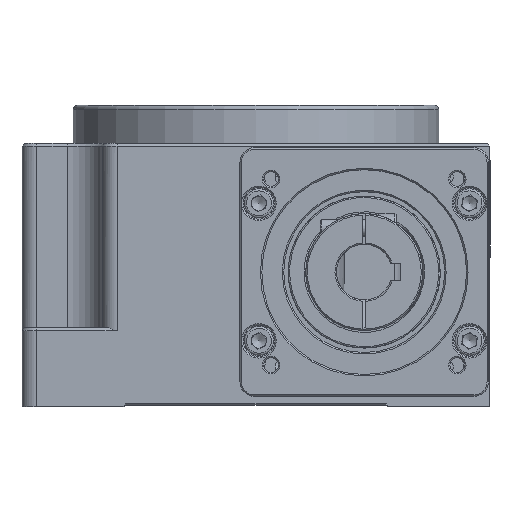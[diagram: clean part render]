
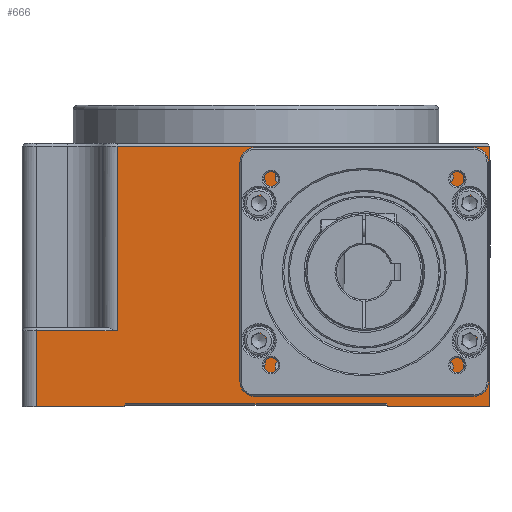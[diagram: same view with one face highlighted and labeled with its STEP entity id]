
A CAD part, front view. The second image highlights one B-rep face of the part: STEP entity #666.
In plain terms, the highlighted planar face has unit normal (0, -1, 0).
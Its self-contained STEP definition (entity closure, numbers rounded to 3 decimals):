
#36 = DIRECTION ( 'NONE',  ( 0., 0., -1. ) ) ;
#469 = EDGE_CURVE ( 'NONE', #24946, #4800, #6098, .T. ) ;
#666 = ADVANCED_FACE ( 'NONE', ( #1050, #19205, #15197, #7134, #25342, #21328 ), #13221, .F. ) ;
#735 = EDGE_LOOP ( 'NONE', ( #16035 ) ) ;
#805 = AXIS2_PLACEMENT_3D ( 'NONE', #18826, #18290, #10187 ) ;
#831 = EDGE_CURVE ( 'NONE', #16032, #16032, #7371, .T. ) ;
#1050 = FACE_BOUND ( 'NONE', #2259, .T. ) ;
#1073 = VERTEX_POINT ( 'NONE', #2032 ) ;
#1946 = DIRECTION ( 'NONE',  ( 0., -1., 0. ) ) ;
#2032 = CARTESIAN_POINT ( 'NONE',  ( 45.5, -82.5, 0. ) ) ;
#2115 = VECTOR ( 'NONE', #21158, 1000. ) ;
#2248 = VECTOR ( 'NONE', #24597, 1000. ) ;
#2259 = EDGE_LOOP ( 'NONE', ( #7907 ) ) ;
#2284 = CARTESIAN_POINT ( 'NONE',  ( -75., -82.5, 0. ) ) ;
#2432 = EDGE_LOOP ( 'NONE', ( #14696 ) ) ;
#2621 = VECTOR ( 'NONE', #16154, 1000. ) ;
#2679 = DIRECTION ( 'NONE',  ( 1., 0., 0. ) ) ;
#2908 = DIRECTION ( 'NONE',  ( 0., -1., 0. ) ) ;
#2986 = VECTOR ( 'NONE', #36, 1000. ) ;
#4110 = EDGE_CURVE ( 'NONE', #4800, #25984, #21894, .T. ) ;
#4217 = ORIENTED_EDGE ( 'NONE', *, *, #21382, .T. ) ;
#4313 = LINE ( 'NONE', #12370, #18244 ) ;
#4522 = CARTESIAN_POINT ( 'NONE',  ( 44.5, -82.5, 1. ) ) ;
#4800 = VERTEX_POINT ( 'NONE', #12307 ) ;
#4993 = LINE ( 'NONE', #13056, #2115 ) ;
#5161 = CARTESIAN_POINT ( 'NONE',  ( -80., -82.5, 90. ) ) ;
#5354 = DIRECTION ( 'NONE',  ( -1., 0., 0. ) ) ;
#5642 = AXIS2_PLACEMENT_3D ( 'NONE', #6804, #14864, #14328 ) ;
#5751 = CARTESIAN_POINT ( 'NONE',  ( -75., -82.5, 26. ) ) ;
#6098 = LINE ( 'NONE', #24292, #2621 ) ;
#6117 = CARTESIAN_POINT ( 'NONE',  ( -45.5, -82.5, 0. ) ) ;
#6568 = DIRECTION ( 'NONE',  ( 0., 0., -1. ) ) ;
#6604 = ORIENTED_EDGE ( 'NONE', *, *, #13691, .F. ) ;
#6781 = CARTESIAN_POINT ( 'NONE',  ( 9., -82.5, 76. ) ) ;
#6804 = CARTESIAN_POINT ( 'NONE',  ( 37., -82.5, 46. ) ) ;
#7134 = FACE_OUTER_BOUND ( 'NONE', #23196, .T. ) ;
#7371 = CIRCLE ( 'NONE', #22546, 2.5 ) ;
#7393 = ORIENTED_EDGE ( 'NONE', *, *, #11712, .T. ) ;
#7907 = ORIENTED_EDGE ( 'NONE', *, *, #15083, .F. ) ;
#7932 = CARTESIAN_POINT ( 'NONE',  ( 9., -82.5, 78.5 ) ) ;
#7942 = CARTESIAN_POINT ( 'NONE',  ( 80., -82.5, 0. ) ) ;
#8383 = LINE ( 'NONE', #16457, #2248 ) ;
#8459 = VERTEX_POINT ( 'NONE', #16535 ) ;
#8492 = VERTEX_POINT ( 'NONE', #16569 ) ;
#8564 = LINE ( 'NONE', #16631, #25059 ) ;
#9002 = VERTEX_POINT ( 'NONE', #15663 ) ;
#9094 = ORIENTED_EDGE ( 'NONE', *, *, #11739, .T. ) ;
#9244 = DIRECTION ( 'NONE',  ( 0., 0., 1. ) ) ;
#9367 = AXIS2_PLACEMENT_3D ( 'NONE', #5161, #23329, #9244 ) ;
#10021 = DIRECTION ( 'NONE',  ( 0., 0., -1. ) ) ;
#10090 = CIRCLE ( 'NONE', #21539, 2.5 ) ;
#10093 = LINE ( 'NONE', #18185, #2986 ) ;
#10187 = DIRECTION ( 'NONE',  ( 0., 0., -1. ) ) ;
#10735 = VERTEX_POINT ( 'NONE', #7942 ) ;
#10962 = DIRECTION ( 'NONE',  ( 0., 0., -1. ) ) ;
#11195 = VERTEX_POINT ( 'NONE', #6117 ) ;
#11712 = EDGE_CURVE ( 'NONE', #9002, #19416, #8383, .T. ) ;
#11739 = EDGE_CURVE ( 'NONE', #14399, #14399, #21721, .T. ) ;
#11778 = VERTEX_POINT ( 'NONE', #18190 ) ;
#12267 = DIRECTION ( 'NONE',  ( -1., 0., 0. ) ) ;
#12307 = CARTESIAN_POINT ( 'NONE',  ( -47.5, -82.5, 26. ) ) ;
#12370 = CARTESIAN_POINT ( 'NONE',  ( -45.5, -82.5, 0. ) ) ;
#12619 = CIRCLE ( 'NONE', #805, 2.5 ) ;
#12656 = VECTOR ( 'NONE', #6568, 1000. ) ;
#12711 = LINE ( 'NONE', #20826, #18446 ) ;
#12872 = CARTESIAN_POINT ( 'NONE',  ( -47.5, -82.5, 89. ) ) ;
#13056 = CARTESIAN_POINT ( 'NONE',  ( 44.5, -82.5, 1. ) ) ;
#13221 = PLANE ( 'NONE',  #9367 ) ;
#13364 = DIRECTION ( 'NONE',  ( 0., 0., -1. ) ) ;
#13691 = EDGE_CURVE ( 'NONE', #8492, #8492, #12619, .T. ) ;
#14328 = DIRECTION ( 'NONE',  ( 0., 0., 1. ) ) ;
#14399 = VERTEX_POINT ( 'NONE', #22515 ) ;
#14696 = ORIENTED_EDGE ( 'NONE', *, *, #22176, .F. ) ;
#14805 = CIRCLE ( 'NONE', #25104, 2.5 ) ;
#14864 = DIRECTION ( 'NONE',  ( 0., 1., 0. ) ) ;
#14907 = ORIENTED_EDGE ( 'NONE', *, *, #23559, .T. ) ;
#15083 = EDGE_CURVE ( 'NONE', #24979, #24979, #10090, .T. ) ;
#15197 = FACE_BOUND ( 'NONE', #735, .T. ) ;
#15393 = LINE ( 'NONE', #23524, #25261 ) ;
#15663 = CARTESIAN_POINT ( 'NONE',  ( -44.5, -82.5, 1. ) ) ;
#16032 = VERTEX_POINT ( 'NONE', #24168 ) ;
#16035 = ORIENTED_EDGE ( 'NONE', *, *, #831, .F. ) ;
#16154 = DIRECTION ( 'NONE',  ( 0., 0., -1. ) ) ;
#16457 = CARTESIAN_POINT ( 'NONE',  ( 45., -82.5, 1. ) ) ;
#16535 = CARTESIAN_POINT ( 'NONE',  ( 65., -82.5, 11. ) ) ;
#16563 = EDGE_LOOP ( 'NONE', ( #9094 ) ) ;
#16569 = CARTESIAN_POINT ( 'NONE',  ( 9., -82.5, 11. ) ) ;
#16612 = LINE ( 'NONE', #24763, #12656 ) ;
#16631 = CARTESIAN_POINT ( 'NONE',  ( -80., -82.5, 0. ) ) ;
#16920 = VERTEX_POINT ( 'NONE', #2284 ) ;
#17579 = ORIENTED_EDGE ( 'NONE', *, *, #20246, .T. ) ;
#18185 = CARTESIAN_POINT ( 'NONE',  ( -75., -82.5, 90. ) ) ;
#18190 = CARTESIAN_POINT ( 'NONE',  ( 80., -82.5, 89. ) ) ;
#18244 = VECTOR ( 'NONE', #20470, 1000. ) ;
#18290 = DIRECTION ( 'NONE',  ( 0., -1., 0. ) ) ;
#18446 = VECTOR ( 'NONE', #2679, 1000. ) ;
#18826 = CARTESIAN_POINT ( 'NONE',  ( 9., -82.5, 13.5 ) ) ;
#18858 = EDGE_CURVE ( 'NONE', #1073, #19416, #4993, .T. ) ;
#19205 = FACE_BOUND ( 'NONE', #16563, .T. ) ;
#19416 = VERTEX_POINT ( 'NONE', #4522 ) ;
#19875 = ORIENTED_EDGE ( 'NONE', *, *, #23218, .F. ) ;
#20098 = DIRECTION ( 'NONE',  ( 0., -1., 0. ) ) ;
#20114 = CARTESIAN_POINT ( 'NONE',  ( 65., -82.5, 78.5 ) ) ;
#20246 = EDGE_CURVE ( 'NONE', #11778, #24946, #15393, .T. ) ;
#20470 = DIRECTION ( 'NONE',  ( -0.707, 0., -0.707 ) ) ;
#20514 = EDGE_CURVE ( 'NONE', #16920, #11195, #12711, .T. ) ;
#20826 = CARTESIAN_POINT ( 'NONE',  ( -80., -82.5, 0. ) ) ;
#21062 = CARTESIAN_POINT ( 'NONE',  ( 65., -82.5, 13.5 ) ) ;
#21158 = DIRECTION ( 'NONE',  ( -0.707, 0., 0.707 ) ) ;
#21328 = FACE_BOUND ( 'NONE', #24251, .T. ) ;
#21382 = EDGE_CURVE ( 'NONE', #1073, #10735, #8564, .T. ) ;
#21539 = AXIS2_PLACEMENT_3D ( 'NONE', #7932, #20098, #13364 ) ;
#21721 = CIRCLE ( 'NONE', #5642, 35.5 ) ;
#21894 = LINE ( 'NONE', #5751, #21952 ) ;
#21952 = VECTOR ( 'NONE', #12267, 1000. ) ;
#22176 = EDGE_CURVE ( 'NONE', #8459, #8459, #14805, .T. ) ;
#22515 = CARTESIAN_POINT ( 'NONE',  ( 37., -82.5, 81.5 ) ) ;
#22546 = AXIS2_PLACEMENT_3D ( 'NONE', #20114, #1946, #10021 ) ;
#22902 = EDGE_CURVE ( 'NONE', #9002, #11195, #4313, .T. ) ;
#23196 = EDGE_LOOP ( 'NONE', ( #25840, #25844, #14907, #23197, #23505, #7393, #24294, #4217, #19875, #17579 ) ) ;
#23197 = ORIENTED_EDGE ( 'NONE', *, *, #20514, .T. ) ;
#23218 = EDGE_CURVE ( 'NONE', #11778, #10735, #16612, .T. ) ;
#23329 = DIRECTION ( 'NONE',  ( 0., 1., 0. ) ) ;
#23505 = ORIENTED_EDGE ( 'NONE', *, *, #22902, .F. ) ;
#23524 = CARTESIAN_POINT ( 'NONE',  ( -47.5, -82.5, 89. ) ) ;
#23559 = EDGE_CURVE ( 'NONE', #25984, #16920, #10093, .T. ) ;
#24168 = CARTESIAN_POINT ( 'NONE',  ( 65., -82.5, 76. ) ) ;
#24251 = EDGE_LOOP ( 'NONE', ( #6604 ) ) ;
#24292 = CARTESIAN_POINT ( 'NONE',  ( -47.5, -82.5, 90. ) ) ;
#24294 = ORIENTED_EDGE ( 'NONE', *, *, #18858, .F. ) ;
#24597 = DIRECTION ( 'NONE',  ( 1., 0., 0. ) ) ;
#24763 = CARTESIAN_POINT ( 'NONE',  ( 80., -82.5, 90. ) ) ;
#24778 = DIRECTION ( 'NONE',  ( 1., 0., 0. ) ) ;
#24946 = VERTEX_POINT ( 'NONE', #12872 ) ;
#24979 = VERTEX_POINT ( 'NONE', #6781 ) ;
#25059 = VECTOR ( 'NONE', #24778, 1000. ) ;
#25104 = AXIS2_PLACEMENT_3D ( 'NONE', #21062, #2908, #10962 ) ;
#25261 = VECTOR ( 'NONE', #5354, 1000. ) ;
#25342 = FACE_BOUND ( 'NONE', #2432, .T. ) ;
#25840 = ORIENTED_EDGE ( 'NONE', *, *, #469, .T. ) ;
#25844 = ORIENTED_EDGE ( 'NONE', *, *, #4110, .T. ) ;
#25984 = VERTEX_POINT ( 'NONE', #26230 ) ;
#26230 = CARTESIAN_POINT ( 'NONE',  ( -75., -82.5, 26. ) ) ;
